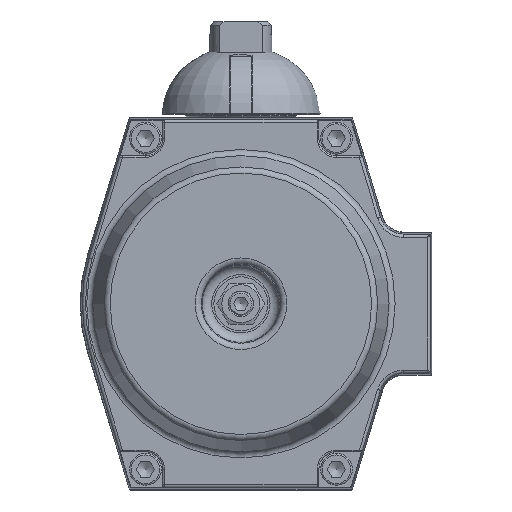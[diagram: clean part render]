
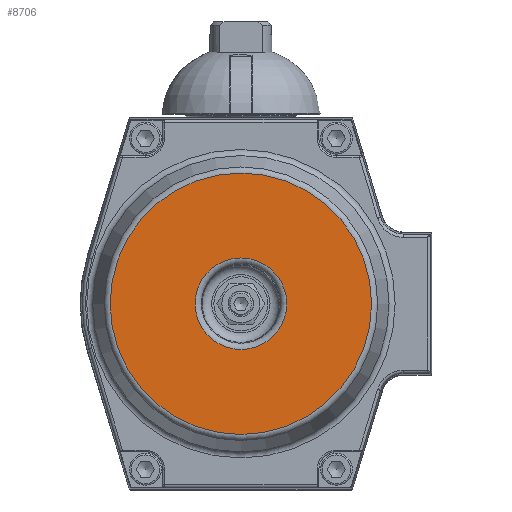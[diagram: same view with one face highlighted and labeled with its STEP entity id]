
A CAD part, front view. The second image highlights one B-rep face of the part: STEP entity #8706.
In plain terms, the highlighted planar face has unit normal (0, -1, 0).
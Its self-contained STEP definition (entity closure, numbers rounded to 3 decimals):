
#816=CIRCLE('',#10102,14.392);
#817=CIRCLE('',#10104,41.058);
#1791=ORIENTED_EDGE('',*,*,#3863,.T.);
#1792=ORIENTED_EDGE('',*,*,#3862,.T.);
#3862=EDGE_CURVE('',#5122,#5122,#816,.T.);
#3863=EDGE_CURVE('',#5123,#5123,#817,.T.);
#5122=VERTEX_POINT('',#15066);
#5123=VERTEX_POINT('',#15069);
#7217=EDGE_LOOP('',(#1791));
#7218=EDGE_LOOP('',(#1792));
#7905=FACE_BOUND('',#7217,.T.);
#7906=FACE_BOUND('',#7218,.T.);
#8386=PLANE('',#10103);
#8706=ADVANCED_FACE('',(#7905,#7906),#8386,.T.);
#10102=AXIS2_PLACEMENT_3D('',#15065,#11729,#11730);
#10103=AXIS2_PLACEMENT_3D('',#15067,#11731,#11732);
#10104=AXIS2_PLACEMENT_3D('',#15068,#11733,#11734);
#11729=DIRECTION('',(0.,1.,0.));
#11730=DIRECTION('',(-1.,0.,0.));
#11731=DIRECTION('',(0.,-1.,0.));
#11732=DIRECTION('',(1.,0.,0.));
#11733=DIRECTION('',(0.,-1.,0.));
#11734=DIRECTION('',(-1.,0.,0.));
#15065=CARTESIAN_POINT('',(0.,-104.5,0.));
#15066=CARTESIAN_POINT('',(-14.392,-104.5,0.));
#15067=CARTESIAN_POINT('',(-42.5,-104.5,0.));
#15068=CARTESIAN_POINT('',(0.,-104.5,0.));
#15069=CARTESIAN_POINT('',(-41.058,-104.5,0.));
